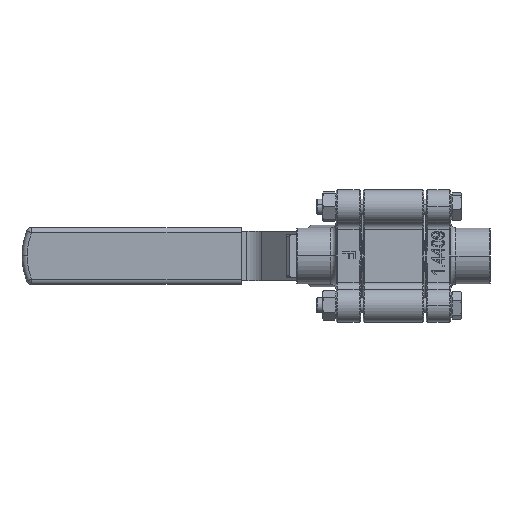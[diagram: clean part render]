
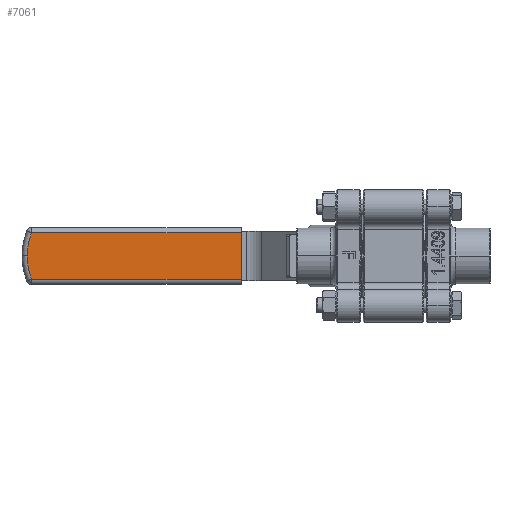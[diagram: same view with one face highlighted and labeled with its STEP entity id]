
A CAD part, front view. The second image highlights one B-rep face of the part: STEP entity #7061.
In plain terms, the highlighted planar face has unit normal (0, -1, 0).
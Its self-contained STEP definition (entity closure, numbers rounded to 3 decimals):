
#3396 = VERTEX_POINT ( 'NONE', #18118 ) ;
#5078 = AXIS2_PLACEMENT_3D ( 'NONE', #70148, #33217, #76322 ) ;
#6153 = DIRECTION ( 'NONE',  ( 0., 1., 0. ) ) ;
#6379 = EDGE_CURVE ( 'NONE', #33848, #3396, #67195, .T. ) ;
#6899 = CARTESIAN_POINT ( 'NONE',  ( -59., 74.615, -11. ) ) ;
#7061 = ADVANCED_FACE ( 'NONE', ( #38025 ), #12063, .F. ) ;
#11371 = CARTESIAN_POINT ( 'NONE',  ( -117.5, 74.615, 0. ) ) ;
#11430 = LINE ( 'NONE', #63370, #27935 ) ;
#12063 = PLANE ( 'NONE',  #67575 ) ;
#17096 = LINE ( 'NONE', #6899, #33543 ) ;
#17500 = EDGE_LOOP ( 'NONE', ( #67039, #23667, #63740, #27828, #65286 ) ) ;
#17629 = DIRECTION ( 'NONE',  ( -1., 0., 0. ) ) ;
#18118 = CARTESIAN_POINT ( 'NONE',  ( -142., 74.615, 0. ) ) ;
#19872 = DIRECTION ( 'NONE',  ( 0., 0., 1. ) ) ;
#20174 = DIRECTION ( 'NONE',  ( 1., 0., 0. ) ) ;
#23667 = ORIENTED_EDGE ( 'NONE', *, *, #60580, .T. ) ;
#25363 = CARTESIAN_POINT ( 'NONE',  ( -141.609, 74.615, 9. ) ) ;
#27828 = ORIENTED_EDGE ( 'NONE', *, *, #53979, .T. ) ;
#27935 = VECTOR ( 'NONE', #20174, 1000. ) ;
#31852 = DIRECTION ( 'NONE',  ( -1., 0., 0. ) ) ;
#33217 = DIRECTION ( 'NONE',  ( 0., -1., 0. ) ) ;
#33543 = VECTOR ( 'NONE', #19872, 1000. ) ;
#33848 = VERTEX_POINT ( 'NONE', #67726 ) ;
#36905 = VECTOR ( 'NONE', #31852, 1000. ) ;
#38025 = FACE_OUTER_BOUND ( 'NONE', #17500, .T. ) ;
#43136 = CARTESIAN_POINT ( 'NONE',  ( -117.5, 74.615, 0. ) ) ;
#49400 = DIRECTION ( 'NONE',  ( -1., 0., 0. ) ) ;
#53979 = EDGE_CURVE ( 'NONE', #3396, #61824, #67156, .T. ) ;
#54647 = DIRECTION ( 'NONE',  ( 0., -1., 0. ) ) ;
#57269 = EDGE_CURVE ( 'NONE', #61824, #69882, #11430, .T. ) ;
#60580 = EDGE_CURVE ( 'NONE', #79466, #33848, #69703, .T. ) ;
#61824 = VERTEX_POINT ( 'NONE', #77825 ) ;
#62740 = CARTESIAN_POINT ( 'NONE',  ( -59., 74.615, 9. ) ) ;
#63370 = CARTESIAN_POINT ( 'NONE',  ( -59., 74.615, -9. ) ) ;
#63740 = ORIENTED_EDGE ( 'NONE', *, *, #6379, .T. ) ;
#65286 = ORIENTED_EDGE ( 'NONE', *, *, #57269, .T. ) ;
#67039 = ORIENTED_EDGE ( 'NONE', *, *, #77685, .T. ) ;
#67102 = CARTESIAN_POINT ( 'NONE',  ( -59., 74.615, -9. ) ) ;
#67156 = CIRCLE ( 'NONE', #5078, 24.5 ) ;
#67195 = CIRCLE ( 'NONE', #75137, 24.5 ) ;
#67575 = AXIS2_PLACEMENT_3D ( 'NONE', #43136, #6153, #49400 ) ;
#67726 = CARTESIAN_POINT ( 'NONE',  ( -140.287, 74.615, 9. ) ) ;
#69703 = LINE ( 'NONE', #25363, #36905 ) ;
#69882 = VERTEX_POINT ( 'NONE', #67102 ) ;
#70148 = CARTESIAN_POINT ( 'NONE',  ( -117.5, 74.615, 0. ) ) ;
#75137 = AXIS2_PLACEMENT_3D ( 'NONE', #11371, #54647, #17629 ) ;
#76322 = DIRECTION ( 'NONE',  ( -1., 0., 0. ) ) ;
#77685 = EDGE_CURVE ( 'NONE', #69882, #79466, #17096, .T. ) ;
#77825 = CARTESIAN_POINT ( 'NONE',  ( -140.287, 74.615, -9. ) ) ;
#79466 = VERTEX_POINT ( 'NONE', #62740 ) ;
